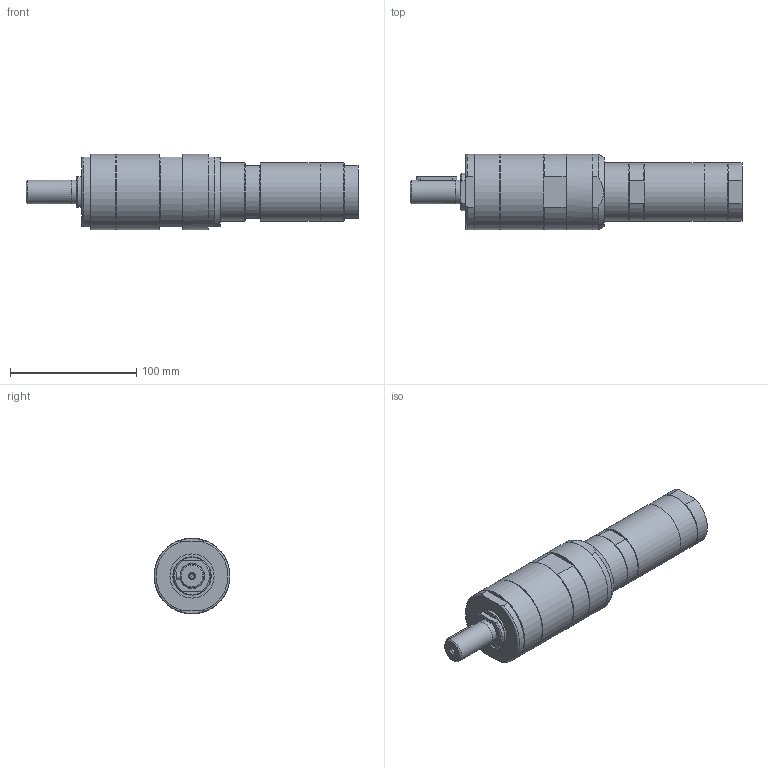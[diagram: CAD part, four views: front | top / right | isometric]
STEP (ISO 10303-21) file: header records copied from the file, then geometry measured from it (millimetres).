
FILE_DESCRIPTION(/* description */ (''),/* implementation_level */ '2;1');
FILE_NAME(/* name */ 'MRD 84-145_60024747.stp',/* time_stamp */ '2019-07-23T16:32:49+02:00',/* author */ ('flambert'),/* organization */ (''),/* preprocessor_version */ 'ST-DEVELOPER v17',/* originating_system */ 'Autodesk Inventor 2018',/* authorisation */ '');
FILE_SCHEMA (('AUTOMOTIVE_DESIGN { 1 0 10303 214 3 1 1 }'));
Length unit declared in the file: millimetre
Products named in the file (1): MRD 84-145_60024747
Bounding box: 263 x 60 x 60 mm (x, y, z)
Volume: 496937.1 mm3; surface area: 50476.1 mm2
Topology: 1 solids, 5 shells, 225 faces, 580 edges, 387 vertices
Faces by surface type: plane 125, cylinder 48, cone 38, bspline 7, torus 5, sphere 2
Full cylindrical faces by diameter (mm): 1.55 x2, 3.6 x1, 4 x1, 4.134 x1, 5 x1, 5.5 x1, 11.445 x1, 18.631 x1, 18.8 x1, 19 x1, 29.95 x1, 35 x1, 40 x1, 46 x3, 46.5 x1, 55.178 x1, 55.376 x1, 60 x3
Entity records: 7357 total; most frequent: CARTESIAN_POINT 1542, ORIENTED_EDGE 1158, DIRECTION 1154, EDGE_CURVE 579, AXIS2_PLACEMENT_3D 429, VERTEX_POINT 387, LINE 296, VECTOR 296
